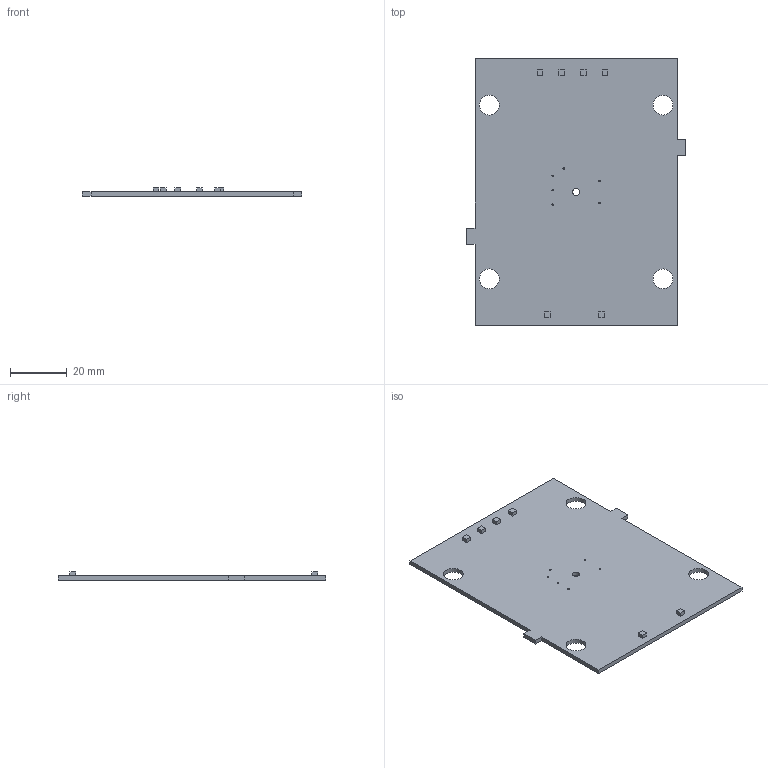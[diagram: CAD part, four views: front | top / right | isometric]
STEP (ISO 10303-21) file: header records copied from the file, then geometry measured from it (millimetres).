
FILE_DESCRIPTION(/* description */ (''),/* implementation_level */ '2;1');
FILE_NAME(/* name */ '52116f5b-9670-4208-85d7-7f18e5904d42.stp',/* time_stamp */ '2020-07-04T04:51:05+00:00',/* author */ (''),/* organization */ (''),/* preprocessor_version */ 'ST-DEVELOPER v18.1',/* originating_system */ 'Autodesk Translation Framework v9.3.0.1241',/* authorisation */ '');
FILE_SCHEMA (('AUTOMOTIVE_DESIGN { 1 0 10303 214 3 1 1 }'));
Length unit declared in the file: millimetre
Products named in the file (4): 52116f5b-9670-4208-85d7-7f18e5904d42; PCB Component; Board; TP20SQ
Assembly tree (8 placements, depth 3):
  52116f5b-9670-4208-85d7-7f18e5904d42
    PCB Component
      Board
      TP20SQ  x6
Bounding box: 77.09 x 93.98 x 2.94 mm (x, y, z)
Volume: 10329.5 mm3; surface area: 13932.7 mm2
Topology: 7 solids, 7 shells, 61 faces, 141 edges, 94 vertices
Faces by surface type: plane 50, cylinder 11
Full cylindrical faces by diameter (mm): 0.5 x6, 2.54 x1, 6.985 x4
Entity records: 1174 total; most frequent: DIRECTION 189, CARTESIAN_POINT 178, ORIENTED_EDGE 162, EDGE_CURVE 81, AXIS2_PLACEMENT_3D 65, LINE 59, VECTOR 59, VERTEX_POINT 54
